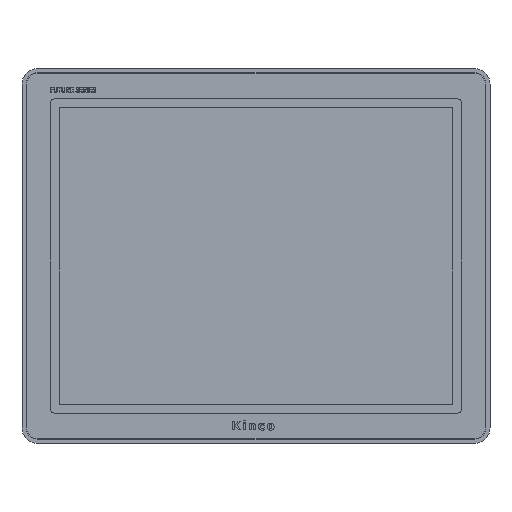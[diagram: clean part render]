
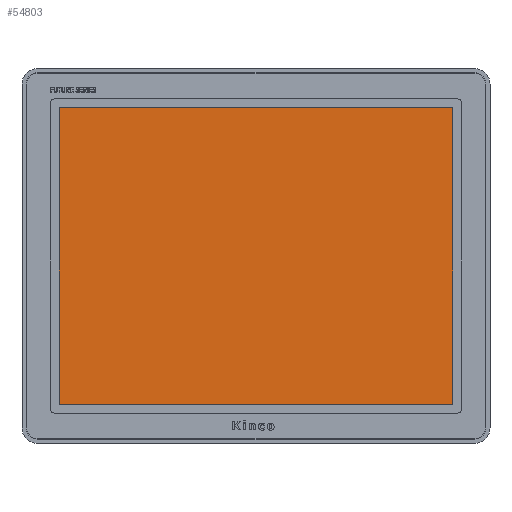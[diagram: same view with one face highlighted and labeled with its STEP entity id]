
A CAD part, top view. The second image highlights one B-rep face of the part: STEP entity #54803.
In plain terms, the highlighted planar face has unit normal (0, 0, 1).
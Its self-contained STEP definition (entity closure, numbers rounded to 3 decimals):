
#1001 = EDGE_CURVE ( 'NONE', #123375, #133401, #50138, .T. ) ;
#1334 = ORIENTED_EDGE ( 'NONE', *, *, #34184, .T. ) ;
#2320 = CARTESIAN_POINT ( 'NONE',  ( -153., -116., 15.68 ) ) ;
#4007 = ORIENTED_EDGE ( 'NONE', *, *, #106393, .T. ) ;
#7382 = CARTESIAN_POINT ( 'NONE',  ( -153., -115., 15.68 ) ) ;
#10559 = CARTESIAN_POINT ( 'NONE',  ( 154., -115., 15.68 ) ) ;
#13669 = ORIENTED_EDGE ( 'NONE', *, *, #112246, .T. ) ;
#13895 = EDGE_CURVE ( 'NONE', #88569, #18975, #140823, .T. ) ;
#18043 = CARTESIAN_POINT ( 'NONE',  ( -153., -116., 15.68 ) ) ;
#18975 = VERTEX_POINT ( 'NONE', #67914 ) ;
#21403 = DIRECTION ( 'NONE',  ( 1., 0., 0. ) ) ;
#21876 = VECTOR ( 'NONE', #63566, 1000. ) ;
#22129 = EDGE_CURVE ( 'NONE', #18975, #123375, #123613, .T. ) ;
#24286 = VECTOR ( 'NONE', #51155, 1000. ) ;
#28516 = VERTEX_POINT ( 'NONE', #60041 ) ;
#32825 = CARTESIAN_POINT ( 'NONE',  ( 154., 115., 15.68 ) ) ;
#33601 = CARTESIAN_POINT ( 'NONE',  ( -153., 115., 15.68 ) ) ;
#34184 = EDGE_CURVE ( 'NONE', #101104, #141402, #129341, .T. ) ;
#40382 = DIRECTION ( 'NONE',  ( 1., 0., 0. ) ) ;
#47252 = CIRCLE ( 'NONE', #129540, 1. ) ;
#50138 = LINE ( 'NONE', #104999, #57161 ) ;
#51155 = DIRECTION ( 'NONE',  ( 1., 0., 0. ) ) ;
#53402 = EDGE_CURVE ( 'NONE', #54313, #88569, #47252, .T. ) ;
#53904 = DIRECTION ( 'NONE',  ( 0., 0., 1. ) ) ;
#53989 = DIRECTION ( 'NONE',  ( -1., 0., 0. ) ) ;
#54313 = VERTEX_POINT ( 'NONE', #81879 ) ;
#54803 = ADVANCED_FACE ( 'NONE', ( #117541 ), #105925, .T. ) ;
#57161 = VECTOR ( 'NONE', #131082, 1000. ) ;
#58168 = EDGE_CURVE ( 'NONE', #141402, #54313, #114090, .T. ) ;
#60041 = CARTESIAN_POINT ( 'NONE',  ( 153., 116., 15.68 ) ) ;
#63566 = DIRECTION ( 'NONE',  ( 0., -1., 0. ) ) ;
#65126 = DIRECTION ( 'NONE',  ( -1., 0., 0. ) ) ;
#66101 = CARTESIAN_POINT ( 'NONE',  ( 153., 115., 15.68 ) ) ;
#67914 = CARTESIAN_POINT ( 'NONE',  ( 153., -116., 15.68 ) ) ;
#69491 = ORIENTED_EDGE ( 'NONE', *, *, #13895, .T. ) ;
#70694 = CARTESIAN_POINT ( 'NONE',  ( -154., 115., 15.68 ) ) ;
#81879 = CARTESIAN_POINT ( 'NONE',  ( -154., -115., 15.68 ) ) ;
#83577 = ORIENTED_EDGE ( 'NONE', *, *, #53402, .T. ) ;
#85262 = CARTESIAN_POINT ( 'NONE',  ( -153., 116., 15.68 ) ) ;
#86638 = ORIENTED_EDGE ( 'NONE', *, *, #1001, .T. ) ;
#88569 = VERTEX_POINT ( 'NONE', #2320 ) ;
#91609 = AXIS2_PLACEMENT_3D ( 'NONE', #139418, #117088, #139879 ) ;
#91638 = LINE ( 'NONE', #122408, #117588 ) ;
#93499 = AXIS2_PLACEMENT_3D ( 'NONE', #141757, #53904, #130556 ) ;
#97701 = EDGE_LOOP ( 'NONE', ( #83577, #69491, #103558, #86638, #4007, #13669, #1334, #117124 ) ) ;
#101104 = VERTEX_POINT ( 'NONE', #85262 ) ;
#103558 = ORIENTED_EDGE ( 'NONE', *, *, #22129, .T. ) ;
#103641 = AXIS2_PLACEMENT_3D ( 'NONE', #66101, #131682, #65126 ) ;
#104999 = CARTESIAN_POINT ( 'NONE',  ( 154., 115., 15.68 ) ) ;
#105925 = PLANE ( 'NONE',  #91609 ) ;
#106393 = EDGE_CURVE ( 'NONE', #133401, #28516, #120451, .T. ) ;
#107572 = AXIS2_PLACEMENT_3D ( 'NONE', #33601, #132194, #21403 ) ;
#107819 = CARTESIAN_POINT ( 'NONE',  ( -154., 115., 15.68 ) ) ;
#112246 = EDGE_CURVE ( 'NONE', #28516, #101104, #91638, .T. ) ;
#114090 = LINE ( 'NONE', #107819, #21876 ) ;
#117088 = DIRECTION ( 'NONE',  ( 0., 0., 1. ) ) ;
#117124 = ORIENTED_EDGE ( 'NONE', *, *, #58168, .T. ) ;
#117541 = FACE_OUTER_BOUND ( 'NONE', #97701, .T. ) ;
#117588 = VECTOR ( 'NONE', #53989, 1000. ) ;
#120451 = CIRCLE ( 'NONE', #103641, 1. ) ;
#122408 = CARTESIAN_POINT ( 'NONE',  ( -153., 116., 15.68 ) ) ;
#123375 = VERTEX_POINT ( 'NONE', #10559 ) ;
#123613 = CIRCLE ( 'NONE', #93499, 1. ) ;
#129341 = CIRCLE ( 'NONE', #107572, 1. ) ;
#129540 = AXIS2_PLACEMENT_3D ( 'NONE', #7382, #131164, #40382 ) ;
#130556 = DIRECTION ( 'NONE',  ( 1., 0., 0. ) ) ;
#131082 = DIRECTION ( 'NONE',  ( 0., 1., 0. ) ) ;
#131164 = DIRECTION ( 'NONE',  ( 0., 0., 1. ) ) ;
#131682 = DIRECTION ( 'NONE',  ( 0., 0., 1. ) ) ;
#132194 = DIRECTION ( 'NONE',  ( 0., 0., 1. ) ) ;
#133401 = VERTEX_POINT ( 'NONE', #32825 ) ;
#139418 = CARTESIAN_POINT ( 'NONE',  ( -153., -115., 15.68 ) ) ;
#139879 = DIRECTION ( 'NONE',  ( 1., 0., 0. ) ) ;
#140823 = LINE ( 'NONE', #18043, #24286 ) ;
#141402 = VERTEX_POINT ( 'NONE', #70694 ) ;
#141757 = CARTESIAN_POINT ( 'NONE',  ( 153., -115., 15.68 ) ) ;
